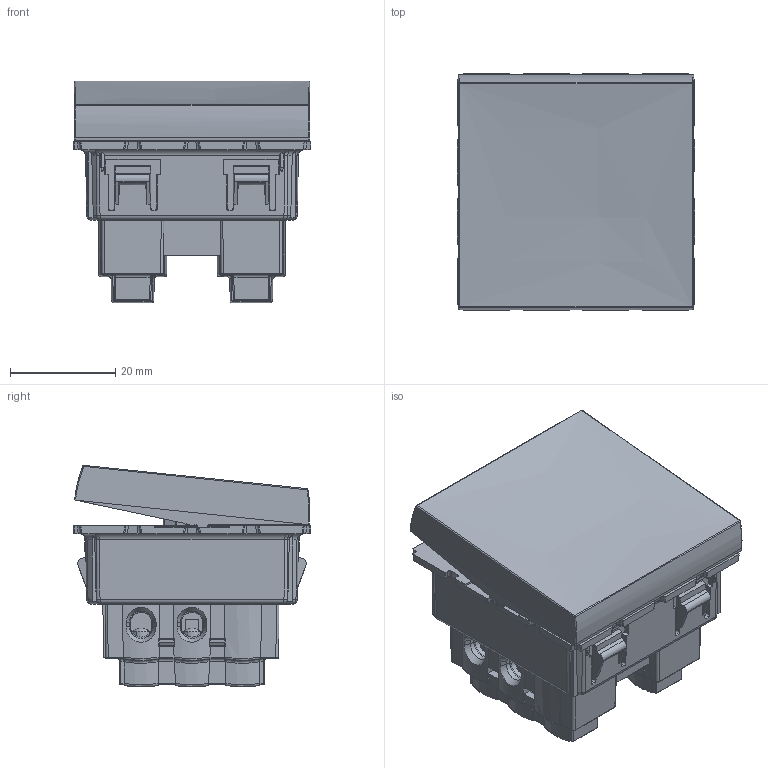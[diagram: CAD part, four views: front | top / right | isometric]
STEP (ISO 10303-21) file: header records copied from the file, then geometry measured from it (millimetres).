
FILE_DESCRIPTION(('CATIA V5 STEP Exchange','CAx-IF Rec.Pracs.--- Model Styling and Organization---1.5--- 2016-08-15','CAx-IF Rec.Pracs.---Supplemental Geometry---1.0---2011-11-01','CAx-IF Rec.Pracs.--- Composite Materials ---1.1---2010-07-15'),'2;1');
FILE_NAME('572046.stp','2022-10-27T14:32:55+00:00',('none'),('none'),'CATIA Version 5-6 Release 2020 SP3','CATIA V5 STEP AP214 v2','none');
FILE_SCHEMA(('AUTOMOTIVE_DESIGN { 1 0 10303 214 1 1 1 1 }'));
Products named in the file (1): 572046/572046E (Double Pole Switch 20AX 1 way 2 mod)_AllCATPart
Bounding box: 45.05 x 45.05 x 42 mm (x, y, z)
Volume: 37490.8 mm3; surface area: 24075 mm2
Topology: 7 solids, 7 shells, 2302 faces, 6779 edges, 4410 vertices
Faces by surface type: plane 1426, cylinder 398, cone 225, bspline 131, torus 62, sphere 60
Entity records: 79546 total; most frequent: CARTESIAN_POINT 26641, ORIENTED_EDGE 13414, DIRECTION 7186, EDGE_CURVE 6707, VERTEX_POINT 4410, VECTOR 3140, LINE 3140, B_SPLINE_CURVE_WITH_KNOTS 2981
